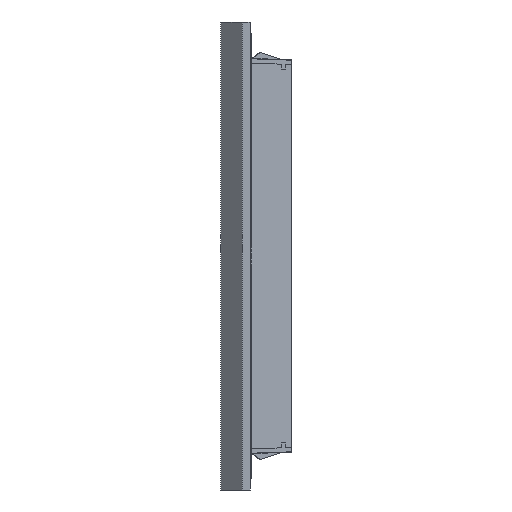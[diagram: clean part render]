
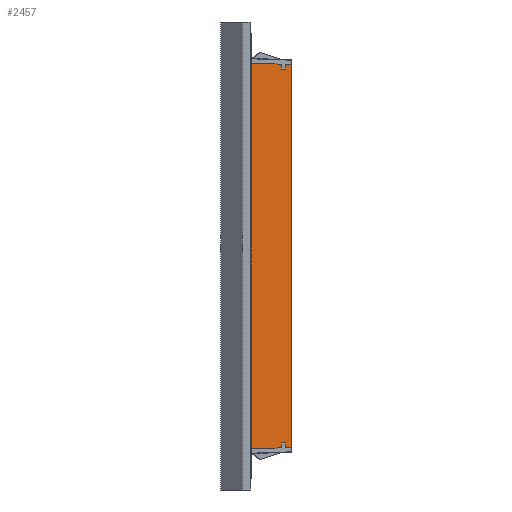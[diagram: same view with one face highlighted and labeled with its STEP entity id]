
A CAD part, front view. The second image highlights one B-rep face of the part: STEP entity #2457.
In plain terms, the highlighted planar face has unit normal (0.035, -0.999, 0).
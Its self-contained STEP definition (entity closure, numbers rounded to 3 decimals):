
#2457 = ADVANCED_FACE ( 'NONE', ( #70403 ), #60826, .F. ) ;
#3556 = LINE ( 'NONE', #69980, #33413 ) ;
#5637 = VECTOR ( 'NONE', #72524, 1000. ) ;
#5773 = ORIENTED_EDGE ( 'NONE', *, *, #58731, .F. ) ;
#6029 = VERTEX_POINT ( 'NONE', #43124 ) ;
#9617 = LINE ( 'NONE', #20948, #46966 ) ;
#10155 = CARTESIAN_POINT ( 'NONE',  ( 622.3, 386.483, -437.283 ) ) ;
#11525 = CARTESIAN_POINT ( 'NONE',  ( 510.758, 382.588, -433.388 ) ) ;
#12295 = ORIENTED_EDGE ( 'NONE', *, *, #77411, .T. ) ;
#14801 = VERTEX_POINT ( 'NONE', #16851 ) ;
#15318 = VERTEX_POINT ( 'NONE', #11525 ) ;
#16153 = DIRECTION ( 'NONE',  ( 0.999, 0.035, 0. ) ) ;
#16158 = CARTESIAN_POINT ( 'NONE',  ( 165.1, 370.517, -4734.883 ) ) ;
#16851 = CARTESIAN_POINT ( 'NONE',  ( 165.1, 370.517, -4734.883 ) ) ;
#18715 = VECTOR ( 'NONE', #56416, 1000. ) ;
#19655 = DIRECTION ( 'NONE',  ( 0., 0., 1. ) ) ;
#20123 = EDGE_CURVE ( 'NONE', #6029, #42813, #3556, .T. ) ;
#20751 = VECTOR ( 'NONE', #41501, 1000. ) ;
#20948 = CARTESIAN_POINT ( 'NONE',  ( 165.1, 370.517, -421.317 ) ) ;
#22030 = DIRECTION ( 'NONE',  ( 0.999, 0.035, 0. ) ) ;
#22653 = DIRECTION ( 'NONE',  ( 0.999, 0.035, -0.035 ) ) ;
#23213 = LINE ( 'NONE', #59146, #28785 ) ;
#23316 = EDGE_CURVE ( 'NONE', #64293, #15318, #9617, .T. ) ;
#23967 = ORIENTED_EDGE ( 'NONE', *, *, #44303, .F. ) ;
#23971 = CARTESIAN_POINT ( 'NONE',  ( 561.558, 384.362, -4667.952 ) ) ;
#24666 = CARTESIAN_POINT ( 'NONE',  ( 561.558, 384.362, -435.162 ) ) ;
#25456 = EDGE_CURVE ( 'NONE', #49211, #48171, #50213, .T. ) ;
#25919 = CARTESIAN_POINT ( 'NONE',  ( 622.3, 386.483, -5130.8 ) ) ;
#25968 = CARTESIAN_POINT ( 'NONE',  ( 622.3, 386.483, -4718.917 ) ) ;
#26389 = CARTESIAN_POINT ( 'NONE',  ( 510.758, 382.588, -4722.812 ) ) ;
#27634 = VERTEX_POINT ( 'NONE', #24666 ) ;
#28356 = VECTOR ( 'NONE', #16153, 1000. ) ;
#28422 = ORIENTED_EDGE ( 'NONE', *, *, #23316, .F. ) ;
#28535 = EDGE_CURVE ( 'NONE', #14801, #64293, #45170, .T. ) ;
#28595 = VERTEX_POINT ( 'NONE', #10155 ) ;
#28785 = VECTOR ( 'NONE', #58888, 1000. ) ;
#28806 = CARTESIAN_POINT ( 'NONE',  ( 561.558, 384.362, -488.248 ) ) ;
#29421 = CARTESIAN_POINT ( 'NONE',  ( 561.558, 384.362, -4721.038 ) ) ;
#29496 = CARTESIAN_POINT ( 'NONE',  ( 561.558, 384.362, -435.162 ) ) ;
#30608 = DIRECTION ( 'NONE',  ( 0., 0., 1. ) ) ;
#32807 = VECTOR ( 'NONE', #30608, 1000. ) ;
#33413 = VECTOR ( 'NONE', #35019, 1000. ) ;
#34264 = VERTEX_POINT ( 'NONE', #23971 ) ;
#35019 = DIRECTION ( 'NONE',  ( 0., 0., 1. ) ) ;
#36195 = VECTOR ( 'NONE', #22030, 1000. ) ;
#36515 = EDGE_CURVE ( 'NONE', #34264, #60408, #52367, .T. ) ;
#37306 = ORIENTED_EDGE ( 'NONE', *, *, #25456, .F. ) ;
#37331 = CARTESIAN_POINT ( 'NONE',  ( 510.758, 382.588, -488.248 ) ) ;
#37504 = CARTESIAN_POINT ( 'NONE',  ( 510.758, 382.588, -4667.952 ) ) ;
#38370 = VECTOR ( 'NONE', #63998, 1000. ) ;
#38763 = EDGE_CURVE ( 'NONE', #15318, #49211, #23213, .T. ) ;
#39112 = VERTEX_POINT ( 'NONE', #25968 ) ;
#39236 = ORIENTED_EDGE ( 'NONE', *, *, #20123, .T. ) ;
#40042 = CARTESIAN_POINT ( 'NONE',  ( 510.758, 382.588, -488.248 ) ) ;
#41501 = DIRECTION ( 'NONE',  ( 0.999, 0.035, -0.035 ) ) ;
#42707 = ORIENTED_EDGE ( 'NONE', *, *, #44786, .T. ) ;
#42813 = VERTEX_POINT ( 'NONE', #37504 ) ;
#43038 = LINE ( 'NONE', #43128, #32807 ) ;
#43124 = CARTESIAN_POINT ( 'NONE',  ( 510.758, 382.588, -4722.812 ) ) ;
#43128 = CARTESIAN_POINT ( 'NONE',  ( 561.558, 384.362, -488.248 ) ) ;
#44303 = EDGE_CURVE ( 'NONE', #48171, #27634, #43038, .T. ) ;
#44786 = EDGE_CURVE ( 'NONE', #60408, #39112, #58819, .T. ) ;
#45170 = LINE ( 'NONE', #16158, #63856 ) ;
#46966 = VECTOR ( 'NONE', #22653, 1000. ) ;
#47211 = CARTESIAN_POINT ( 'NONE',  ( 165.1, 370.517, -421.317 ) ) ;
#48171 = VERTEX_POINT ( 'NONE', #28806 ) ;
#49211 = VERTEX_POINT ( 'NONE', #37331 ) ;
#49571 = CARTESIAN_POINT ( 'NONE',  ( 561.558, 384.362, -4721.038 ) ) ;
#50213 = LINE ( 'NONE', #40042, #36195 ) ;
#52349 = LINE ( 'NONE', #68168, #18715 ) ;
#52367 = LINE ( 'NONE', #69225, #38370 ) ;
#53206 = AXIS2_PLACEMENT_3D ( 'NONE', #25919, #61874, #19655 ) ;
#55899 = ORIENTED_EDGE ( 'NONE', *, *, #38763, .F. ) ;
#56073 = EDGE_CURVE ( 'NONE', #39112, #28595, #52349, .T. ) ;
#56416 = DIRECTION ( 'NONE',  ( 0., 0., 1. ) ) ;
#58731 = EDGE_CURVE ( 'NONE', #6029, #14801, #74235, .T. ) ;
#58819 = LINE ( 'NONE', #49571, #5637 ) ;
#58888 = DIRECTION ( 'NONE',  ( 0., 0., -1. ) ) ;
#58957 = LINE ( 'NONE', #29496, #20751 ) ;
#59146 = CARTESIAN_POINT ( 'NONE',  ( 510.758, 382.588, -433.388 ) ) ;
#59550 = ORIENTED_EDGE ( 'NONE', *, *, #56073, .T. ) ;
#60408 = VERTEX_POINT ( 'NONE', #29421 ) ;
#60826 = PLANE ( 'NONE',  #53206 ) ;
#61503 = EDGE_CURVE ( 'NONE', #27634, #28595, #58957, .T. ) ;
#61874 = DIRECTION ( 'NONE',  ( -0.035, 0.999, 0. ) ) ;
#62369 = DIRECTION ( 'NONE',  ( -0.999, -0.035, -0.035 ) ) ;
#63856 = VECTOR ( 'NONE', #69326, 1000. ) ;
#63998 = DIRECTION ( 'NONE',  ( 0., 0., -1. ) ) ;
#64139 = ORIENTED_EDGE ( 'NONE', *, *, #36515, .T. ) ;
#64293 = VERTEX_POINT ( 'NONE', #47211 ) ;
#68168 = CARTESIAN_POINT ( 'NONE',  ( 622.3, 386.483, -4718.917 ) ) ;
#69225 = CARTESIAN_POINT ( 'NONE',  ( 561.558, 384.362, -4667.952 ) ) ;
#69326 = DIRECTION ( 'NONE',  ( 0., 0., 1. ) ) ;
#69588 = VECTOR ( 'NONE', #62369, 1000. ) ;
#69980 = CARTESIAN_POINT ( 'NONE',  ( 510.758, 382.588, -4722.812 ) ) ;
#70403 = FACE_OUTER_BOUND ( 'NONE', #70406, .T. ) ;
#70406 = EDGE_LOOP ( 'NONE', ( #71948, #5773, #39236, #12295, #64139, #42707, #59550, #70610, #23967, #37306, #55899, #28422 ) ) ;
#70610 = ORIENTED_EDGE ( 'NONE', *, *, #61503, .F. ) ;
#71948 = ORIENTED_EDGE ( 'NONE', *, *, #28535, .F. ) ;
#72524 = DIRECTION ( 'NONE',  ( 0.999, 0.035, 0.035 ) ) ;
#74075 = LINE ( 'NONE', #75835, #28356 ) ;
#74235 = LINE ( 'NONE', #26389, #69588 ) ;
#75835 = CARTESIAN_POINT ( 'NONE',  ( 510.758, 382.588, -4667.952 ) ) ;
#77411 = EDGE_CURVE ( 'NONE', #42813, #34264, #74075, .T. ) ;
